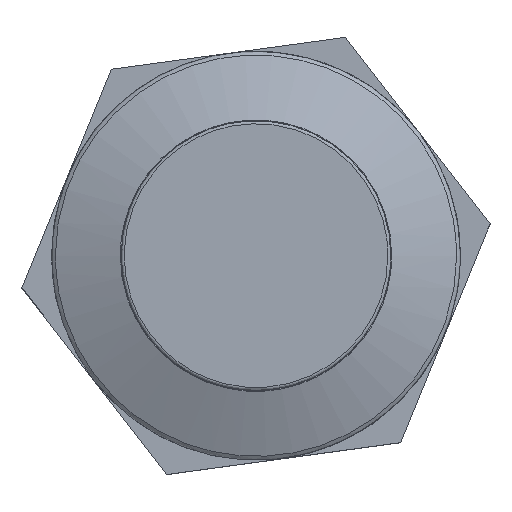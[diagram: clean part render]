
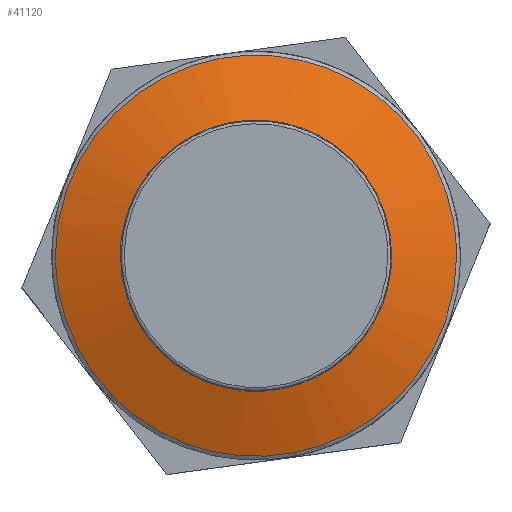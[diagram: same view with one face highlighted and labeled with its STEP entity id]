
A CAD part, top view. The second image highlights one B-rep face of the part: STEP entity #41120.
In plain terms, the highlighted free-form (B-spline) face has degree [2, 1] with [7, 2] control points.
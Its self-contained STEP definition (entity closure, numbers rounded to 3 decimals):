
#41072 = VERTEX_POINT('',#41073);
#41073 = CARTESIAN_POINT('',(7.584,0.,22.636));
#41081 = EDGE_CURVE('',#41072,#41082,#41084,.T.);
#41082 = VERTEX_POINT('',#41083);
#41083 = CARTESIAN_POINT('',(-7.584,0.,22.636));
#41084 = ( BOUNDED_CURVE() B_SPLINE_CURVE(2,(#41085,#41086,#41087,#41088
,#41089),.UNSPECIFIED.,.F.,.F.) B_SPLINE_CURVE_WITH_KNOTS((3,2,3),(
    3.142,4.712,6.283),
.PIECEWISE_BEZIER_KNOTS.) CURVE() GEOMETRIC_REPRESENTATION_ITEM() 
RATIONAL_B_SPLINE_CURVE((1.,0.707,1.,0.707,1.)) 
REPRESENTATION_ITEM('') );
#41085 = CARTESIAN_POINT('',(7.584,0.,
    22.636));
#41086 = CARTESIAN_POINT('',(7.584,-7.584,22.636
    ));
#41087 = CARTESIAN_POINT('',(0.,-7.584,
    22.636));
#41088 = CARTESIAN_POINT('',(-7.584,-7.584,
    22.636));
#41089 = CARTESIAN_POINT('',(-7.584,0.,
    22.636));
#41091 = EDGE_CURVE('',#41082,#41072,#41092,.T.);
#41092 = ( BOUNDED_CURVE() B_SPLINE_CURVE(2,(#41093,#41094,#41095,#41096
,#41097),.UNSPECIFIED.,.F.,.F.) B_SPLINE_CURVE_WITH_KNOTS((3,2,3),(0.,
1.571,3.142),.PIECEWISE_BEZIER_KNOTS.) CURVE() 
GEOMETRIC_REPRESENTATION_ITEM() RATIONAL_B_SPLINE_CURVE((1.,
0.707,1.,0.707,1.)) REPRESENTATION_ITEM('') );
#41093 = CARTESIAN_POINT('',(-7.584,0.,22.636));
#41094 = CARTESIAN_POINT('',(-7.584,7.584,22.636
    ));
#41095 = CARTESIAN_POINT('',(0.,7.584,
    22.636));
#41096 = CARTESIAN_POINT('',(7.584,7.584,22.636)
  );
#41097 = CARTESIAN_POINT('',(7.584,0.,
    22.636));
#41120 = ADVANCED_FACE('',(#41121),#41151,.T.);
#41121 = FACE_BOUND('',#41122,.T.);
#41122 = EDGE_LOOP('',(#41123,#41130,#41140,#41148,#41149,#41150));
#41123 = ORIENTED_EDGE('',*,*,#41124,.T.);
#41124 = EDGE_CURVE('',#41072,#41125,#41127,.T.);
#41125 = VERTEX_POINT('',#41126);
#41126 = CARTESIAN_POINT('',(5.131,0.,23.549));
#41127 = B_SPLINE_CURVE_WITH_KNOTS('',1,(#41128,#41129),.UNSPECIFIED.,
  .F.,.F.,(2,2),(0.,2.337),.PIECEWISE_BEZIER_KNOTS.);
#41128 = CARTESIAN_POINT('',(7.584,0.,22.636));
#41129 = CARTESIAN_POINT('',(5.131,0.,23.549));
#41130 = ORIENTED_EDGE('',*,*,#41131,.F.);
#41131 = EDGE_CURVE('',#41132,#41125,#41134,.T.);
#41132 = VERTEX_POINT('',#41133);
#41133 = CARTESIAN_POINT('',(-5.131,0.,23.549));
#41134 = ( BOUNDED_CURVE() B_SPLINE_CURVE(2,(#41135,#41136,#41137,#41138
,#41139),.UNSPECIFIED.,.F.,.F.) B_SPLINE_CURVE_WITH_KNOTS((3,2,3),(0.,
1.571,3.142),.PIECEWISE_BEZIER_KNOTS.) CURVE() 
GEOMETRIC_REPRESENTATION_ITEM() RATIONAL_B_SPLINE_CURVE((1.,
0.707,1.,0.707,1.)) REPRESENTATION_ITEM('') );
#41135 = CARTESIAN_POINT('',(-5.131,0.,23.549));
#41136 = CARTESIAN_POINT('',(-5.131,-5.131,
    23.549));
#41137 = CARTESIAN_POINT('',(0.,-5.131,
    23.549));
#41138 = CARTESIAN_POINT('',(5.131,-5.131,
    23.549));
#41139 = CARTESIAN_POINT('',(5.131,0.,
    23.549));
#41140 = ORIENTED_EDGE('',*,*,#41141,.F.);
#41141 = EDGE_CURVE('',#41125,#41132,#41142,.T.);
#41142 = ( BOUNDED_CURVE() B_SPLINE_CURVE(2,(#41143,#41144,#41145,#41146
,#41147),.UNSPECIFIED.,.F.,.F.) B_SPLINE_CURVE_WITH_KNOTS((3,2,3),(
    3.142,4.712,6.283),
.PIECEWISE_BEZIER_KNOTS.) CURVE() GEOMETRIC_REPRESENTATION_ITEM() 
RATIONAL_B_SPLINE_CURVE((1.,0.707,1.,0.707,1.)) 
REPRESENTATION_ITEM('') );
#41143 = CARTESIAN_POINT('',(5.131,0.,
    23.549));
#41144 = CARTESIAN_POINT('',(5.131,5.131,
    23.549));
#41145 = CARTESIAN_POINT('',(0.,5.131,
    23.549));
#41146 = CARTESIAN_POINT('',(-5.131,5.131,
    23.549));
#41147 = CARTESIAN_POINT('',(-5.131,0.,
    23.549));
#41148 = ORIENTED_EDGE('',*,*,#41124,.F.);
#41149 = ORIENTED_EDGE('',*,*,#41091,.F.);
#41150 = ORIENTED_EDGE('',*,*,#41081,.F.);
#41151 = ( BOUNDED_SURFACE() B_SPLINE_SURFACE(2,1,(
    (#41152,#41153)
    ,(#41154,#41155)
    ,(#41156,#41157)
    ,(#41158,#41159)
    ,(#41160,#41161)
    ,(#41162,#41163)
    ,(#41164,#41165
)),.UNSPECIFIED.,.T.,.F.,.F.) B_SPLINE_SURFACE_WITH_KNOTS((1,2,2,2,2,1),
  (2,2),(-2.094,0.,2.094,4.189,6.283,
    8.378),(-1.291,1.045),.UNSPECIFIED.) 
GEOMETRIC_REPRESENTATION_ITEM() RATIONAL_B_SPLINE_SURFACE((
    (1.,1.)
    ,(0.5,0.5)
    ,(1.,1.)
    ,(0.5,0.5)
    ,(1.,1.)
    ,(0.5,0.5)
,(1.,1.))) REPRESENTATION_ITEM('') SURFACE() );
#41152 = CARTESIAN_POINT('',(5.131,0.,23.549));
#41153 = CARTESIAN_POINT('',(7.584,0.,22.636));
#41154 = CARTESIAN_POINT('',(5.131,-8.887,23.549
    ));
#41155 = CARTESIAN_POINT('',(7.584,-13.137,
    22.636));
#41156 = CARTESIAN_POINT('',(-2.566,-4.444,
    23.549));
#41157 = CARTESIAN_POINT('',(-3.792,-6.568,
    22.636));
#41158 = CARTESIAN_POINT('',(-10.262,0.,
    23.549));
#41159 = CARTESIAN_POINT('',(-15.169,0.,
    22.636));
#41160 = CARTESIAN_POINT('',(-2.566,4.444,23.549
    ));
#41161 = CARTESIAN_POINT('',(-3.792,6.568,
    22.636));
#41162 = CARTESIAN_POINT('',(5.131,8.887,23.549)
  );
#41163 = CARTESIAN_POINT('',(7.584,13.137,
    22.636));
#41164 = CARTESIAN_POINT('',(5.131,0.,23.549));
#41165 = CARTESIAN_POINT('',(7.584,0.,22.636));
